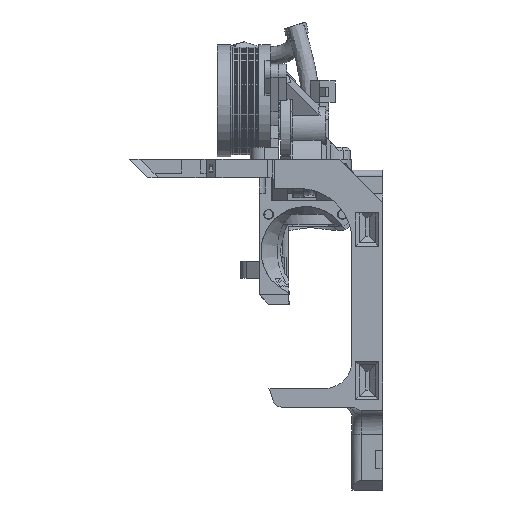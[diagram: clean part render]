
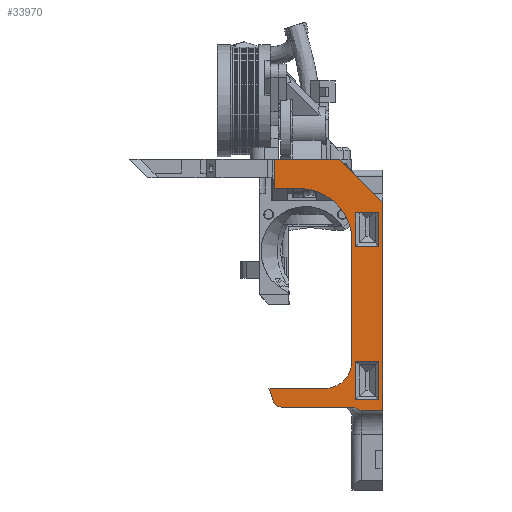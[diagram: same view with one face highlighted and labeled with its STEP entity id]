
A CAD part, left-side view. The second image highlights one B-rep face of the part: STEP entity #33970.
In plain terms, the highlighted planar face has unit normal (-1, 0, 0).
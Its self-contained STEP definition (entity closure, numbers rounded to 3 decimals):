
#454=FACE_BOUND('',#5278,.T.);
#455=FACE_BOUND('',#5279,.T.);
#1599=PLANE('',#36658);
#3300=FACE_OUTER_BOUND('',#5277,.T.);
#5277=EDGE_LOOP('',(#28340,#28341,#28342,#28343,#28344,#28345,#28346,#28347,
#28348,#28349,#28350,#28351,#28352,#28353,#28354));
#5278=EDGE_LOOP('',(#28355,#28356,#28357,#28358));
#5279=EDGE_LOOP('',(#28359,#28360,#28361,#28362));
#6805=CIRCLE('',#36655,17.);
#6807=CIRCLE('',#36659,9.);
#6808=CIRCLE('',#36660,3.);
#6809=CIRCLE('',#36661,3.);
#6810=CIRCLE('',#36662,3.);
#9062=LINE('',#56474,#12657);
#9068=LINE('',#56485,#12663);
#9085=LINE('',#56529,#12680);
#9086=LINE('',#56533,#12681);
#9087=LINE('',#56535,#12682);
#9088=LINE('',#56539,#12683);
#9089=LINE('',#56545,#12684);
#9090=LINE('',#56547,#12685);
#9091=LINE('',#56549,#12686);
#9092=LINE('',#56550,#12687);
#9093=LINE('',#56553,#12688);
#9094=LINE('',#56555,#12689);
#9095=LINE('',#56557,#12690);
#9096=LINE('',#56558,#12691);
#9097=LINE('',#56561,#12692);
#9098=LINE('',#56563,#12693);
#9099=LINE('',#56565,#12694);
#9100=LINE('',#56566,#12695);
#12657=VECTOR('',#43295,10.);
#12663=VECTOR('',#43303,10.);
#12680=VECTOR('',#43346,10.);
#12681=VECTOR('',#43349,10.);
#12682=VECTOR('',#43350,10.);
#12683=VECTOR('',#43353,10.);
#12684=VECTOR('',#43358,10.);
#12685=VECTOR('',#43359,10.);
#12686=VECTOR('',#43360,10.);
#12687=VECTOR('',#43361,10.);
#12688=VECTOR('',#43362,10.);
#12689=VECTOR('',#43363,10.);
#12690=VECTOR('',#43364,10.);
#12691=VECTOR('',#43365,10.);
#12692=VECTOR('',#43366,10.);
#12693=VECTOR('',#43367,10.);
#12694=VECTOR('',#43368,10.);
#12695=VECTOR('',#43369,10.);
#16154=VERTEX_POINT('',#56471);
#16155=VERTEX_POINT('',#56473);
#16159=VERTEX_POINT('',#56483);
#16171=VERTEX_POINT('',#56520);
#16173=VERTEX_POINT('',#56528);
#16174=VERTEX_POINT('',#56530);
#16175=VERTEX_POINT('',#56532);
#16176=VERTEX_POINT('',#56534);
#16177=VERTEX_POINT('',#56536);
#16178=VERTEX_POINT('',#56538);
#16179=VERTEX_POINT('',#56540);
#16180=VERTEX_POINT('',#56542);
#16181=VERTEX_POINT('',#56544);
#16182=VERTEX_POINT('',#56546);
#16183=VERTEX_POINT('',#56548);
#16184=VERTEX_POINT('',#56551);
#16185=VERTEX_POINT('',#56552);
#16186=VERTEX_POINT('',#56554);
#16187=VERTEX_POINT('',#56556);
#16188=VERTEX_POINT('',#56559);
#16189=VERTEX_POINT('',#56560);
#16190=VERTEX_POINT('',#56562);
#16191=VERTEX_POINT('',#56564);
#20401=EDGE_CURVE('',#16154,#16155,#9062,.F.);
#20407=EDGE_CURVE('',#16154,#16159,#9068,.T.);
#20424=EDGE_CURVE('',#16171,#16159,#6805,.T.);
#20428=EDGE_CURVE('',#16171,#16173,#9085,.T.);
#20429=EDGE_CURVE('',#16174,#16173,#6807,.T.);
#20430=EDGE_CURVE('',#16175,#16174,#9086,.T.);
#20431=EDGE_CURVE('',#16176,#16175,#9087,.T.);
#20432=EDGE_CURVE('',#16177,#16176,#6808,.T.);
#20433=EDGE_CURVE('',#16178,#16177,#9088,.T.);
#20434=EDGE_CURVE('',#16179,#16178,#6809,.T.);
#20435=EDGE_CURVE('',#16180,#16179,#6810,.T.);
#20436=EDGE_CURVE('',#16180,#16181,#9089,.T.);
#20437=EDGE_CURVE('',#16182,#16181,#9090,.T.);
#20438=EDGE_CURVE('',#16183,#16182,#9091,.T.);
#20439=EDGE_CURVE('',#16155,#16183,#9092,.T.);
#20440=EDGE_CURVE('',#16184,#16185,#9093,.T.);
#20441=EDGE_CURVE('',#16185,#16186,#9094,.T.);
#20442=EDGE_CURVE('',#16186,#16187,#9095,.T.);
#20443=EDGE_CURVE('',#16187,#16184,#9096,.T.);
#20444=EDGE_CURVE('',#16188,#16189,#9097,.T.);
#20445=EDGE_CURVE('',#16189,#16190,#9098,.T.);
#20446=EDGE_CURVE('',#16190,#16191,#9099,.T.);
#20447=EDGE_CURVE('',#16191,#16188,#9100,.T.);
#28340=ORIENTED_EDGE('',*,*,#20407,.T.);
#28341=ORIENTED_EDGE('',*,*,#20424,.F.);
#28342=ORIENTED_EDGE('',*,*,#20428,.T.);
#28343=ORIENTED_EDGE('',*,*,#20429,.F.);
#28344=ORIENTED_EDGE('',*,*,#20430,.F.);
#28345=ORIENTED_EDGE('',*,*,#20431,.F.);
#28346=ORIENTED_EDGE('',*,*,#20432,.F.);
#28347=ORIENTED_EDGE('',*,*,#20433,.F.);
#28348=ORIENTED_EDGE('',*,*,#20434,.F.);
#28349=ORIENTED_EDGE('',*,*,#20435,.F.);
#28350=ORIENTED_EDGE('',*,*,#20436,.T.);
#28351=ORIENTED_EDGE('',*,*,#20437,.F.);
#28352=ORIENTED_EDGE('',*,*,#20438,.F.);
#28353=ORIENTED_EDGE('',*,*,#20439,.F.);
#28354=ORIENTED_EDGE('',*,*,#20401,.F.);
#28355=ORIENTED_EDGE('',*,*,#20440,.T.);
#28356=ORIENTED_EDGE('',*,*,#20441,.T.);
#28357=ORIENTED_EDGE('',*,*,#20442,.T.);
#28358=ORIENTED_EDGE('',*,*,#20443,.T.);
#28359=ORIENTED_EDGE('',*,*,#20444,.T.);
#28360=ORIENTED_EDGE('',*,*,#20445,.T.);
#28361=ORIENTED_EDGE('',*,*,#20446,.T.);
#28362=ORIENTED_EDGE('',*,*,#20447,.T.);
#33970=ADVANCED_FACE('',(#3300,#454,#455),#1599,.T.);
#36655=AXIS2_PLACEMENT_3D('',#56521,#43336,#43337);
#36658=AXIS2_PLACEMENT_3D('',#56527,#43344,#43345);
#36659=AXIS2_PLACEMENT_3D('',#56531,#43347,#43348);
#36660=AXIS2_PLACEMENT_3D('',#56537,#43351,#43352);
#36661=AXIS2_PLACEMENT_3D('',#56541,#43354,#43355);
#36662=AXIS2_PLACEMENT_3D('',#56543,#43356,#43357);
#43295=DIRECTION('',(0.,0.,-1.));
#43303=DIRECTION('',(0.,-1.,0.));
#43336=DIRECTION('center_axis',(-1.,0.,0.));
#43337=DIRECTION('ref_axis',(0.,-1.,0.));
#43344=DIRECTION('center_axis',(-1.,0.,0.));
#43345=DIRECTION('ref_axis',(0.,0.,-1.));
#43346=DIRECTION('',(0.,0.,-1.));
#43347=DIRECTION('center_axis',(-1.,0.,0.));
#43348=DIRECTION('ref_axis',(0.,-0.707,-0.707));
#43349=DIRECTION('',(0.,-1.,0.));
#43350=DIRECTION('',(0.,0.316,0.949));
#43351=DIRECTION('center_axis',(1.,0.,0.));
#43352=DIRECTION('ref_axis',(0.,0.585,-0.811));
#43353=DIRECTION('',(0.,1.,0.));
#43354=DIRECTION('center_axis',(-1.,0.,0.));
#43355=DIRECTION('ref_axis',(0.,-0.289,0.957));
#43356=DIRECTION('center_axis',(1.,0.,0.));
#43357=DIRECTION('ref_axis',(0.,0.707,-0.707));
#43358=DIRECTION('',(0.,-1.,0.));
#43359=DIRECTION('',(0.,0.,-1.));
#43360=DIRECTION('',(0.,-0.707,-0.707));
#43361=DIRECTION('',(0.,-1.,0.));
#43362=DIRECTION('',(0.,0.,-1.));
#43363=DIRECTION('',(0.,1.,0.));
#43364=DIRECTION('',(0.,0.,1.));
#43365=DIRECTION('',(0.,-1.,0.));
#43366=DIRECTION('',(0.,1.,0.));
#43367=DIRECTION('',(0.,0.,1.));
#43368=DIRECTION('',(0.,-1.,0.));
#43369=DIRECTION('',(0.,0.,-1.));
#56471=CARTESIAN_POINT('',(-30.,-24.3,16.1));
#56473=CARTESIAN_POINT('',(-30.,-24.3,25.6));
#56474=CARTESIAN_POINT('',(-30.,-24.3,22.6));
#56483=CARTESIAN_POINT('',(-30.,-32.5,16.1));
#56485=CARTESIAN_POINT('',(-30.,-49.5,16.1));
#56520=CARTESIAN_POINT('',(-30.,-49.5,-0.9));
#56521=CARTESIAN_POINT('Origin',(-30.,-32.5,-0.9));
#56527=CARTESIAN_POINT('Origin',(-30.,-49.5,25.6));
#56528=CARTESIAN_POINT('',(-30.,-49.5,-40.));
#56529=CARTESIAN_POINT('',(-30.,-49.5,25.6));
#56530=CARTESIAN_POINT('',(-30.,-40.5,-49.));
#56531=CARTESIAN_POINT('Origin',(-30.,-40.5,-40.));
#56532=CARTESIAN_POINT('',(-30.,-22.5,-49.));
#56533=CARTESIAN_POINT('',(-30.,-42.75,-49.));
#56534=CARTESIAN_POINT('',(-30.,-23.816,-52.949));
#56535=CARTESIAN_POINT('',(-30.,-13.16,-20.98));
#56536=CARTESIAN_POINT('',(-30.,-26.662,-55.));
#56537=CARTESIAN_POINT('Origin',(-30.,-26.662,-52.));
#56538=CARTESIAN_POINT('',(-30.,-49.183,-55.));
#56539=CARTESIAN_POINT('',(-30.,-36.,-55.));
#56540=CARTESIAN_POINT('',(-30.,-50.842,-55.5));
#56541=CARTESIAN_POINT('Origin',(-30.,-49.183,-58.));
#56542=CARTESIAN_POINT('',(-30.,-52.5,-56.));
#56543=CARTESIAN_POINT('Origin',(-30.,-52.5,-53.));
#56544=CARTESIAN_POINT('',(-30.,-59.5,-56.));
#56545=CARTESIAN_POINT('',(-30.,-49.5,-56.));
#56546=CARTESIAN_POINT('',(-30.,-59.5,11.6));
#56547=CARTESIAN_POINT('',(-30.,-59.5,25.6));
#56548=CARTESIAN_POINT('',(-30.,-45.5,25.6));
#56549=CARTESIAN_POINT('',(-30.,-50.,21.1));
#56550=CARTESIAN_POINT('',(-30.,-49.5,25.6));
#56551=CARTESIAN_POINT('',(-30.,-58.283,8.16));
#56552=CARTESIAN_POINT('',(-30.,-58.283,-2.683));
#56553=CARTESIAN_POINT('',(-30.,-58.283,0.95));
#56554=CARTESIAN_POINT('',(-30.,-50.717,-2.683));
#56555=CARTESIAN_POINT('',(-30.,-51.375,-2.683));
#56556=CARTESIAN_POINT('',(-30.,-50.717,8.16));
#56557=CARTESIAN_POINT('',(-30.,-50.717,-1.55));
#56558=CARTESIAN_POINT('',(-30.,-49.5,8.16));
#56559=CARTESIAN_POINT('',(-30.,-58.283,-52.683));
#56560=CARTESIAN_POINT('',(-30.,-50.717,-52.683));
#56561=CARTESIAN_POINT('',(-30.,-51.375,-52.683));
#56562=CARTESIAN_POINT('',(-30.,-50.717,-40.117));
#56563=CARTESIAN_POINT('',(-30.,-50.717,-14.05));
#56564=CARTESIAN_POINT('',(-30.,-58.283,-40.117));
#56565=CARTESIAN_POINT('',(-30.,-50.125,-40.117));
#56566=CARTESIAN_POINT('',(-30.,-58.283,-11.55));
